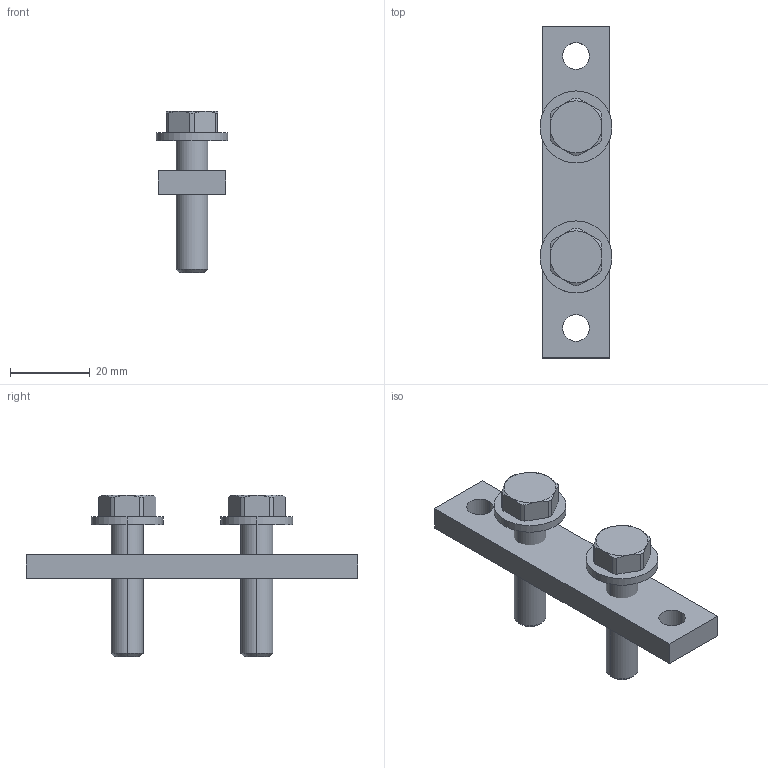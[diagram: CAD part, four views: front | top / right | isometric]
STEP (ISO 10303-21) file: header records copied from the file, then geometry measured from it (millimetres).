
FILE_DESCRIPTION(('STEP AP214'),'1');
FILE_NAME('cctmp_9C9B24BD-1CEF-478C-AA25-F977DD879E9A_2024_05_23_13_24_57_0436..stp','2024-05-23T11:24:57',('SIEMENS A&D'),('CADClick - www.CADClick.com'),'Spatial InterOp 3D',' ','unknown authorization');
FILE_SCHEMA(('AUTOMOTIVE_DESIGN'));
Length unit declared in the file: millimetre
Products named in the file (6): cc_unnamed; 2024_05_23_13_24_57_0413; 2024_05_23_13_24_57_0382; 2024_05_23_13_24_57_0351; 2024_05_23_13_24_57_0313; 2024_05_23_13_24_57_0282
Assembly tree (5 placements, depth 2):
  cc_unnamed
    2024_05_23_13_24_57_0413
    2024_05_23_13_24_57_0382
    2024_05_23_13_24_57_0351
    2024_05_23_13_24_57_0313
    2024_05_23_13_24_57_0282
Bounding box: 18 x 83 x 40.3 mm (x, y, z)
Volume: 13470.8 mm3; surface area: 8134.9 mm2
Topology: 5 solids, 5 shells, 80 faces, 184 edges, 116 vertices
Faces by surface type: cylinder 32, plane 28, cone 16, torus 4
Entity records: 3131 total; most frequent: CARTESIAN_POINT 482, DIRECTION 420, ORIENTED_EDGE 368, EDGE_CURVE 184, AXIS2_PLACEMENT_3D 174, VERTEX_POINT 116, EDGE_LOOP 94, CIRCLE 88
